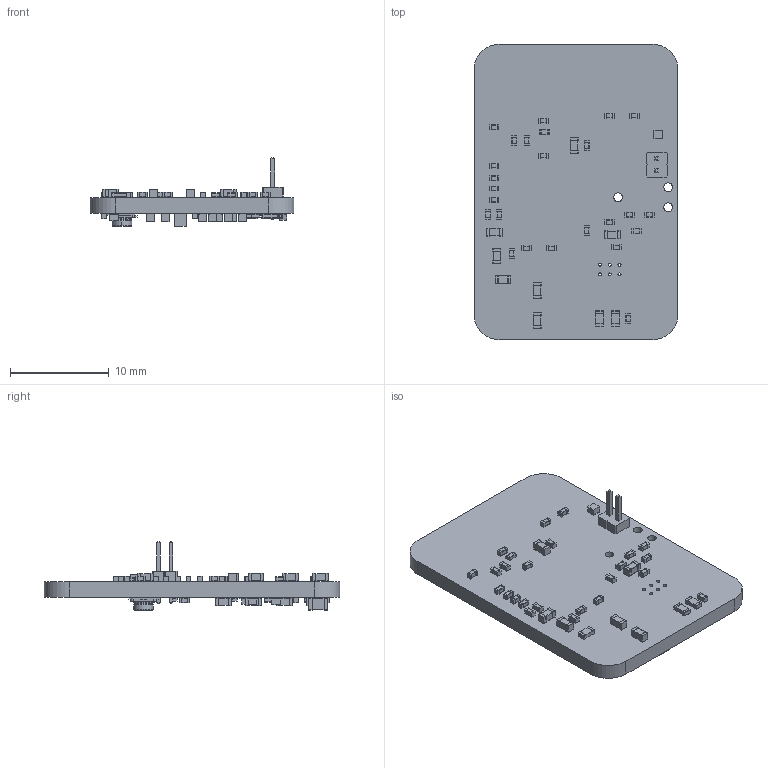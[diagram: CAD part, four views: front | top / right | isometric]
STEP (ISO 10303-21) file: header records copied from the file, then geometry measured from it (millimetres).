
FILE_DESCRIPTION(('KiCad electronic assembly'),'2;1');
FILE_NAME('sparkfun-nrf52832-breakout.step','2021-10-08T10:15:57',( 'An Author'),('A Company'),'Open CASCADE STEP processor 6.9', 'KiCad to STEP converter','Unknown');
FILE_SCHEMA(('AUTOMOTIVE_DESIGN { 1 0 10303 214 1 1 1 1 }'));
Length unit declared in the file: millimetre
Products named in the file (24): Open CASCADE STEP translator 6.9 1; MIC94081YFT-TR; COMPOUND; R_0402_1005Metric; SOLID; C_0402_1005Metric; PinHeader_1x02_P1.27mm_Vertical; BZT52C5V1T-7; 2337019-1; L_0603_1608Metric; L_0402_1005Metric; C_0603_1608Metric; R_0603_1608Metric; C_0805_2012Metric
Assembly tree (81 placements, depth 3):
  Open CASCADE STEP translator 6.9 1
    MIC94081YFT-TR  x3
      COMPOUND
    R_0402_1005Metric  x4
      SOLID
    C_0402_1005Metric  x31
      SOLID
    PinHeader_1x02_P1.27mm_Vertical
      SOLID
    BZT52C5V1T-7
      COMPOUND
    2337019-1
      SOLID
    L_0603_1608Metric
      SOLID
    L_0402_1005Metric
      SOLID
    C_0603_1608Metric  x17
      SOLID
    R_0603_1608Metric  x8
      SOLID
    C_0805_2012Metric
      SOLID
    COMPOUND
Bounding box: 20.7 x 29.97 x 6.95 mm (x, y, z)
Volume: 1023.2 mm3; surface area: 1743.6 mm2
Topology: 85 solids, 85 shells, 1977 faces, 5017 edges, 3317 vertices
Faces by surface type: plane 1232, cylinder 737, cone 6, sphere 2
Full cylindrical faces by diameter (mm): 0.31 x6, 0.65 x2, 0.889 x3
Entity records: 25550 total; most frequent: CARTESIAN_POINT 4325, DIRECTION 3735, LINE 2293, VECTOR 2293, ORIENTED_EDGE 1806, PCURVE 1806, DEFINITIONAL_REPRESENTATION 1806, EDGE_CURVE 903
